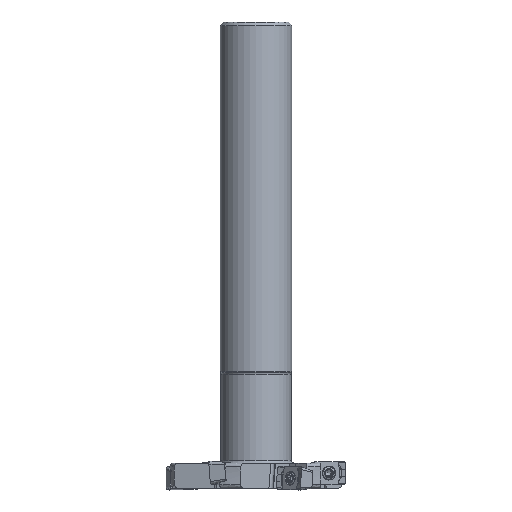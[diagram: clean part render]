
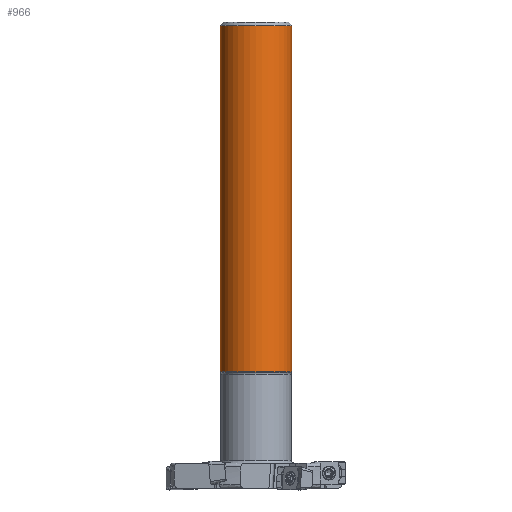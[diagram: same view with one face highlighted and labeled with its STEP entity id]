
A CAD part, front view. The second image highlights one B-rep face of the part: STEP entity #966.
In plain terms, the highlighted cylindrical face has radius 9.995 mm (diameter 19.989 mm), a full revolution.
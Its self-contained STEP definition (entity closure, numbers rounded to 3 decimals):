
#592=CYLINDRICAL_SURFACE('',#6899,9.995);
#966=ADVANCED_FACE('CU_SU1',(#2508,#2509),#592,.T.);
#2508=FACE_BOUND('',#2679,.T.);
#2509=FACE_BOUND('',#2680,.T.);
#2679=EDGE_LOOP('',(#3292));
#2680=EDGE_LOOP('',(#3293));
#3292=ORIENTED_EDGE('',*,*,#5756,.F.);
#3293=ORIENTED_EDGE('',*,*,#5760,.T.);
#5100=VERTEX_POINT('',#10020);
#5104=VERTEX_POINT('',#10032);
#5756=EDGE_CURVE('',#5100,#5100,#6568,.T.);
#5760=EDGE_CURVE('',#5104,#5104,#6572,.T.);
#6568=CIRCLE('',#6889,9.995);
#6572=CIRCLE('',#6897,9.995);
#6889=AXIS2_PLACEMENT_3D('',#10019,#7743,#7744);
#6897=AXIS2_PLACEMENT_3D('',#10031,#7759,#7760);
#6899=AXIS2_PLACEMENT_3D('',#10034,#7763,#7764);
#7743=DIRECTION('',(0.,0.,-1.));
#7744=DIRECTION('',(-1.,0.,0.));
#7759=DIRECTION('',(0.,0.,-1.));
#7760=DIRECTION('',(-1.,0.,0.));
#7763=DIRECTION('',(0.,0.,-1.));
#7764=DIRECTION('',(-1.,0.,0.));
#10019=CARTESIAN_POINT('',(0.,0.,-97.2));
#10020=CARTESIAN_POINT('',(-9.995,0.,-97.2));
#10031=CARTESIAN_POINT('',(0.,0.,-1.));
#10032=CARTESIAN_POINT('',(-9.995,0.,-1.));
#10034=CARTESIAN_POINT('',(0.,0.,20.908));
